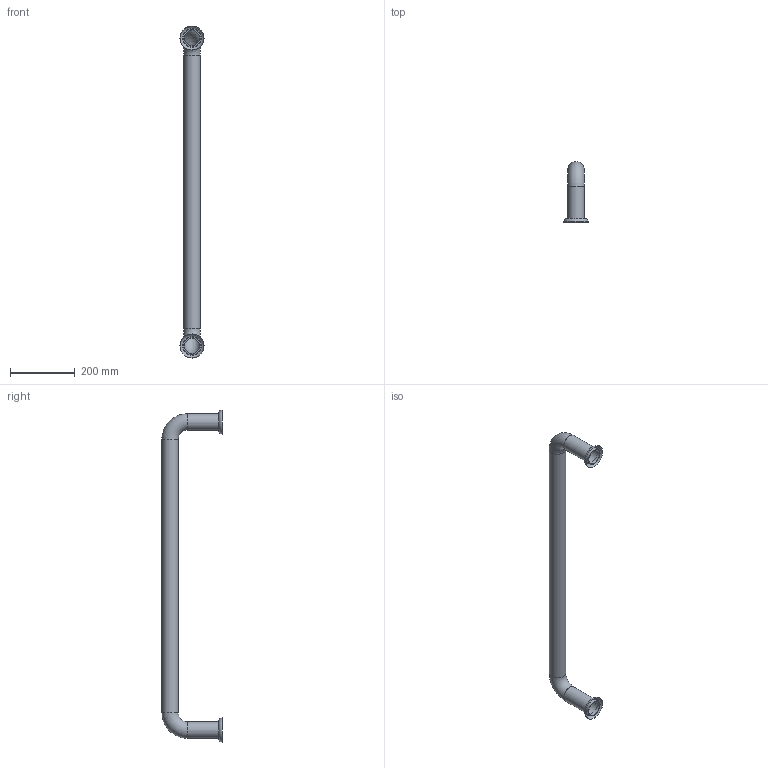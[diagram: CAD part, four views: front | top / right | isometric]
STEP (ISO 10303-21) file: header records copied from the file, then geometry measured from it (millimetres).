
FILE_DESCRIPTION(('STEP AP214'), '1');
FILE_NAME('KPSÎ701', '2014-12-23T12:56:31', ('UNSPECIFIED'), ('UNSPECIFIED'), 'ASCON STEP Converter 1.3', 'ASCON Math Kernel', '');
FILE_SCHEMA(('AUTOMOTIVE_DESIGN { 1 0 10303 214 3 1 1}'));
Length unit declared in the file: millimetre
Products named in the file (3): àðò. KRT501
Assembly tree (3 placements, depth 2):
  (unnamed)
    (unnamed)
    àðò. KRT501  x2
Bounding box: 74 x 185.4 x 1023.2 mm (x, y, z)
Volume: 287961.1 mm3; surface area: 394376.6 mm2
Topology: 3 solids, 3 shells, 28 faces, 52 edges, 32 vertices
Faces by surface type: torus 12, cylinder 8, plane 8
Full cylindrical faces by diameter (mm): 47.8 x3, 50.8 x3, 51 x2
Entity records: 853 total; most frequent: DIRECTION 108, CARTESIAN_POINT 76, AXIS2_PLACEMENT_3D 54, ORIENTED_EDGE 44, EDGE_LOOP 40, COLOUR_RGB 26, PRESENTATION_STYLE_ASSIGNMENT 26, FACE_OUTER_BOUND 26
